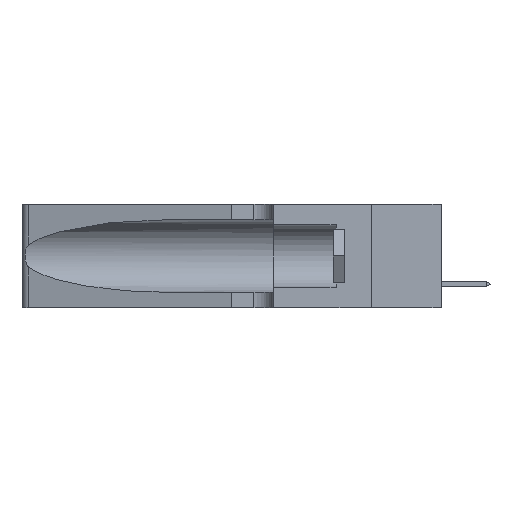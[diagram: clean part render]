
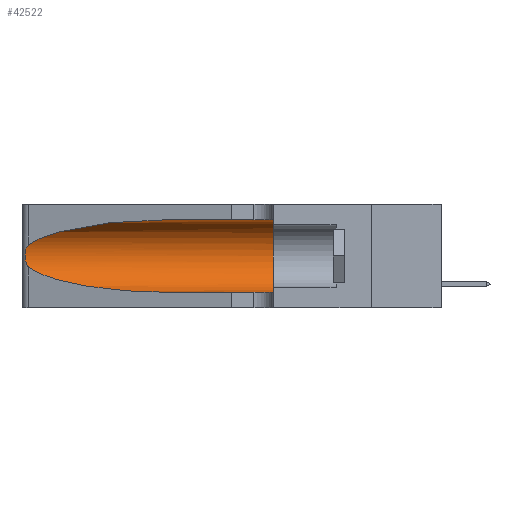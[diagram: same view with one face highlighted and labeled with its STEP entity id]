
A CAD part, left-side view. The second image highlights one B-rep face of the part: STEP entity #42522.
In plain terms, the highlighted cylindrical face has radius 3.308 mm (diameter 6.617 mm), a partial arc.
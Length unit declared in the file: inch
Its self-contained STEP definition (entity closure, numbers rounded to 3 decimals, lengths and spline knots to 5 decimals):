
#549 = VERTEX_POINT ( 'NONE', #18837 ) ;
#784 = CARTESIAN_POINT ( 'NONE',  ( 0.1305, 0.72297, 0.31525 ) ) ;
#1782 = CARTESIAN_POINT ( 'NONE',  ( 0.25555, 1.22993, 0.14849 ) ) ;
#3292 = CARTESIAN_POINT ( 'NONE',  ( 0.25487, 1.22718, 0.22369 ) ) ;
#3387 = DIRECTION ( 'NONE',  ( 0., 0., -1. ) ) ;
#3774 = CARTESIAN_POINT ( 'NONE',  ( 0.1305, 0.72297, 0.05475 ) ) ;
#4169 = CARTESIAN_POINT ( 'NONE',  ( 0.25487, 1.22718, 0.22369 ) ) ;
#4907 = ORIENTED_EDGE ( 'NONE', *, *, #40226, .T. ) ;
#6884 = DIRECTION ( 'NONE',  ( 0., -1., 0. ) ) ;
#7443 =( BOUNDED_CURVE ( )  B_SPLINE_CURVE ( 3, ( #784, #29907, #37216, #30459 ),
 .UNSPECIFIED., .F., .F. ) 
 B_SPLINE_CURVE_WITH_KNOTS ( ( 4, 4 ),
 ( 1.5708, 2.84003 ),
 .UNSPECIFIED. ) 
 CURVE ( )  GEOMETRIC_REPRESENTATION_ITEM ( )  RATIONAL_B_SPLINE_CURVE ( ( 1., 0.87, 0.87, 1. ) ) 
 REPRESENTATION_ITEM ( '' )  );
#7891 = AXIS2_PLACEMENT_3D ( 'NONE', #46539, #6884, #3387 ) ;
#7939 = CIRCLE ( 'NONE', #38238, 0.13025 ) ;
#8149 = CARTESIAN_POINT ( 'NONE',  ( 0.25854, 1.2359, 0.20912 ) ) ;
#8493 = LINE ( 'NONE', #23313, #10262 ) ;
#8929 = B_SPLINE_CURVE_WITH_KNOTS ( 'NONE', 3,
 ( #4169, #29895, #37029, #22472, #8149, #34445, #11798, #19987, #29425, #11460, #37203, #44467, #1782, #33585 ),
 .UNSPECIFIED., .F., .F.,
 ( 4, 2, 2, 2, 2, 2, 4 ),
 ( 0., 0.00027, 0.00053, 0.00107, 0.0016, 0.00187, 0.00214 ),
 .UNSPECIFIED. ) ;
#9342 = VECTOR ( 'NONE', #32237, 39.37008 ) ;
#10262 = VECTOR ( 'NONE', #41186, 39.37008 ) ;
#10290 = DIRECTION ( 'NONE',  ( 0., 1., 0. ) ) ;
#10804 = CARTESIAN_POINT ( 'NONE',  ( 0.25487, 1.22718, 0.14631 ) ) ;
#11460 = CARTESIAN_POINT ( 'NONE',  ( 0.25856, 1.23593, 0.16098 ) ) ;
#11593 = LINE ( 'NONE', #24924, #9342 ) ;
#11798 = CARTESIAN_POINT ( 'NONE',  ( 0.26075, 1.23896, 0.19203 ) ) ;
#12827 = DIRECTION ( 'NONE',  ( 0., 0., 1. ) ) ;
#13460 = CARTESIAN_POINT ( 'NONE',  ( 0.1305, 0.72297, 0.05475 ) ) ;
#13549 = VERTEX_POINT ( 'NONE', #21144 ) ;
#16149 = CYLINDRICAL_SURFACE ( 'NONE', #7891, 0.13025 ) ;
#18837 = CARTESIAN_POINT ( 'NONE',  ( 0.1305, 0.35, 0.31525 ) ) ;
#19388 = ORIENTED_EDGE ( 'NONE', *, *, #22433, .F. ) ;
#19987 = CARTESIAN_POINT ( 'NONE',  ( 0.26075, 1.23896, 0.178 ) ) ;
#21144 = CARTESIAN_POINT ( 'NONE',  ( 0.1305, 0.72297, 0.31525 ) ) ;
#22019 = VERTEX_POINT ( 'NONE', #31080 ) ;
#22433 = EDGE_CURVE ( 'NONE', #549, #34408, #7939, .T. ) ;
#22472 = CARTESIAN_POINT ( 'NONE',  ( 0.25787, 1.23484, 0.2124 ) ) ;
#23313 = CARTESIAN_POINT ( 'NONE',  ( 0.1305, 1.61858, 0.05475 ) ) ;
#23418 = EDGE_CURVE ( 'NONE', #13549, #40450, #7443, .T. ) ;
#24924 = CARTESIAN_POINT ( 'NONE',  ( 0.1305, 1.61858, 0.31525 ) ) ;
#24959 = VERTEX_POINT ( 'NONE', #3774 ) ;
#25593 = EDGE_CURVE ( 'NONE', #13549, #549, #11593, .T. ) ;
#26932 = FACE_OUTER_BOUND ( 'NONE', #27111, .T. ) ;
#27111 = EDGE_LOOP ( 'NONE', ( #32711, #4907, #42553, #31770, #19388, #27777 ) ) ;
#27777 = ORIENTED_EDGE ( 'NONE', *, *, #25593, .F. ) ;
#29275 =( BOUNDED_CURVE ( )  B_SPLINE_CURVE ( 3, ( #10804, #31315, #40238, #13460 ),
 .UNSPECIFIED., .F., .F. ) 
 B_SPLINE_CURVE_WITH_KNOTS ( ( 4, 4 ),
 ( 3.44316, 4.71239 ),
 .UNSPECIFIED. ) 
 CURVE ( )  GEOMETRIC_REPRESENTATION_ITEM ( )  RATIONAL_B_SPLINE_CURVE ( ( 1., 0.87, 0.87, 1. ) ) 
 REPRESENTATION_ITEM ( '' )  );
#29425 = CARTESIAN_POINT ( 'NONE',  ( 0.26017, 1.23833, 0.17102 ) ) ;
#29895 = CARTESIAN_POINT ( 'NONE',  ( 0.25555, 1.22994, 0.2215 ) ) ;
#29907 = CARTESIAN_POINT ( 'NONE',  ( 0.18966, 0.96281, 0.31525 ) ) ;
#30459 = CARTESIAN_POINT ( 'NONE',  ( 0.25487, 1.22718, 0.22369 ) ) ;
#31080 = CARTESIAN_POINT ( 'NONE',  ( 0.25487, 1.22718, 0.14631 ) ) ;
#31315 = CARTESIAN_POINT ( 'NONE',  ( 0.2373, 1.15595, 0.08982 ) ) ;
#31770 = ORIENTED_EDGE ( 'NONE', *, *, #34484, .T. ) ;
#32237 = DIRECTION ( 'NONE',  ( 0., -1., 0. ) ) ;
#32711 = ORIENTED_EDGE ( 'NONE', *, *, #23418, .T. ) ;
#33585 = CARTESIAN_POINT ( 'NONE',  ( 0.25487, 1.22718, 0.14631 ) ) ;
#34108 = EDGE_CURVE ( 'NONE', #22019, #24959, #29275, .T. ) ;
#34408 = VERTEX_POINT ( 'NONE', #38266 ) ;
#34445 = CARTESIAN_POINT ( 'NONE',  ( 0.26018, 1.23835, 0.19895 ) ) ;
#34484 = EDGE_CURVE ( 'NONE', #24959, #34408, #8493, .T. ) ;
#37029 = CARTESIAN_POINT ( 'NONE',  ( 0.25639, 1.23184, 0.21858 ) ) ;
#37203 = CARTESIAN_POINT ( 'NONE',  ( 0.25789, 1.23486, 0.15765 ) ) ;
#37216 = CARTESIAN_POINT ( 'NONE',  ( 0.2373, 1.15595, 0.28018 ) ) ;
#38238 = AXIS2_PLACEMENT_3D ( 'NONE', #41692, #10290, #12827 ) ;
#38266 = CARTESIAN_POINT ( 'NONE',  ( 0.1305, 0.35, 0.05475 ) ) ;
#40226 = EDGE_CURVE ( 'NONE', #40450, #22019, #8929, .T. ) ;
#40238 = CARTESIAN_POINT ( 'NONE',  ( 0.18966, 0.96281, 0.05475 ) ) ;
#40450 = VERTEX_POINT ( 'NONE', #3292 ) ;
#41186 = DIRECTION ( 'NONE',  ( 0., -1., 0. ) ) ;
#41692 = CARTESIAN_POINT ( 'NONE',  ( 0.1305, 0.35, 0.185 ) ) ;
#42522 = ADVANCED_FACE ( 'NONE', ( #26932 ), #16149, .F. ) ;
#42553 = ORIENTED_EDGE ( 'NONE', *, *, #34108, .T. ) ;
#44467 = CARTESIAN_POINT ( 'NONE',  ( 0.25639, 1.23186, 0.15144 ) ) ;
#46539 = CARTESIAN_POINT ( 'NONE',  ( 0.1305, 1.61858, 0.185 ) ) ;
